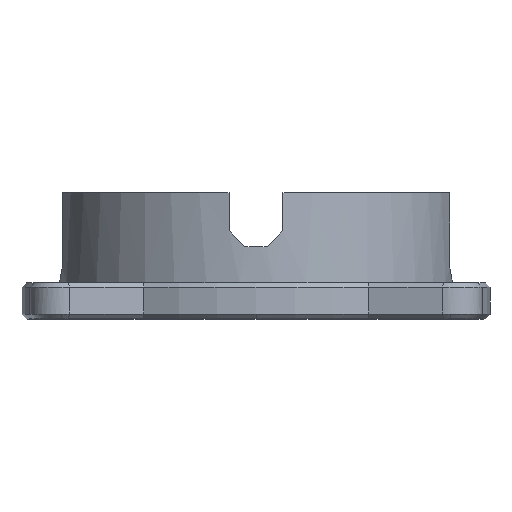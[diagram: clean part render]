
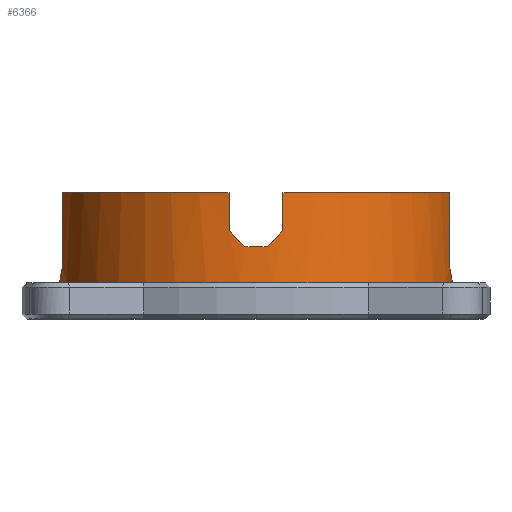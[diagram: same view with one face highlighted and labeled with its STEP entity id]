
A CAD part, top view. The second image highlights one B-rep face of the part: STEP entity #6366.
In plain terms, the highlighted cylindrical face has radius 22 mm (diameter 44 mm), a partial arc.
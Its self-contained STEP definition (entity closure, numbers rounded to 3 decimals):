
#1 = VERTEX_POINT ( 'NONE', #5664 ) ;
#32 = VECTOR ( 'NONE', #5946, 1000. ) ;
#75 = CIRCLE ( 'NONE', #6032, 22. ) ;
#162 = AXIS2_PLACEMENT_3D ( 'NONE', #646, #4042, #749 ) ;
#336 = DIRECTION ( 'NONE',  ( 0., 1., 0. ) ) ;
#405 = VECTOR ( 'NONE', #5039, 1000. ) ;
#465 = CARTESIAN_POINT ( 'NONE',  ( -21.656, 5.171, 3.921 ) ) ;
#586 = VECTOR ( 'NONE', #6746, 1000. ) ;
#643 = EDGE_CURVE ( 'NONE', #1, #3065, #6960, .T. ) ;
#646 = CARTESIAN_POINT ( 'NONE',  ( 0., 4., 0. ) ) ;
#720 = CARTESIAN_POINT ( 'NONE',  ( -21.535, 14., 4.5 ) ) ;
#749 = DIRECTION ( 'NONE',  ( 0., 0., -1. ) ) ;
#764 = DIRECTION ( 'NONE',  ( 0., -1., 0. ) ) ;
#798 = VERTEX_POINT ( 'NONE', #4270 ) ;
#818 = CARTESIAN_POINT ( 'NONE',  ( -21.535, 14., 4.5 ) ) ;
#860 = AXIS2_PLACEMENT_3D ( 'NONE', #4242, #336, #2596 ) ;
#979 = CARTESIAN_POINT ( 'NONE',  ( 1.25, 8., 21.964 ) ) ;
#1046 = CARTESIAN_POINT ( 'NONE',  ( 21.535, 5.75, 4.5 ) ) ;
#1151 = EDGE_CURVE ( 'NONE', #5167, #4588, #1308, .T. ) ;
#1308 =( BOUNDED_CURVE ( )  B_SPLINE_CURVE ( 3, ( #1961, #5879, #3078, #5200 ),
 .UNSPECIFIED., .F., .T. ) 
 B_SPLINE_CURVE_WITH_KNOTS ( ( 4, 4 ),
 ( 1.628, 1.708 ),
 .UNSPECIFIED. ) 
 CURVE ( )  GEOMETRIC_REPRESENTATION_ITEM ( )  RATIONAL_B_SPLINE_CURVE ( ( 1., 0.999, 0.999, 1. ) ) 
 REPRESENTATION_ITEM ( '' )  );
#1349 = LINE ( 'NONE', #4660, #32 ) ;
#1365 = CARTESIAN_POINT ( 'NONE',  ( 0., 8., 0. ) ) ;
#1543 = CARTESIAN_POINT ( 'NONE',  ( 21.827, 4., 2.75 ) ) ;
#1599 = EDGE_CURVE ( 'NONE', #4809, #5354, #2447, .T. ) ;
#1639 = EDGE_CURVE ( 'NONE', #6741, #798, #6587, .T. ) ;
#1694 = DIRECTION ( 'NONE',  ( 0., 1., 0. ) ) ;
#1789 = EDGE_CURVE ( 'NONE', #5354, #6741, #2337, .T. ) ;
#1791 = CARTESIAN_POINT ( 'NONE',  ( 3., 14., 21.794 ) ) ;
#1811 = EDGE_CURVE ( 'NONE', #5813, #1, #1349, .T. ) ;
#1818 = ORIENTED_EDGE ( 'NONE', *, *, #4603, .F. ) ;
#1880 = VERTEX_POINT ( 'NONE', #818 ) ;
#1881 = FACE_OUTER_BOUND ( 'NONE', #5311, .T. ) ;
#1917 = CARTESIAN_POINT ( 'NONE',  ( 0., 14., 0. ) ) ;
#1961 = CARTESIAN_POINT ( 'NONE',  ( -1.25, 8., 21.964 ) ) ;
#2028 = CARTESIAN_POINT ( 'NONE',  ( 21.535, 14., 4.5 ) ) ;
#2088 = CARTESIAN_POINT ( 'NONE',  ( 21.535, 14., 4.5 ) ) ;
#2337 = CIRCLE ( 'NONE', #162, 22. ) ;
#2435 = LINE ( 'NONE', #720, #586 ) ;
#2447 =( BOUNDED_CURVE ( )  B_SPLINE_CURVE ( 3, ( #5460, #465, #6495, #3845 ),
 .UNSPECIFIED., .F., .T. ) 
 B_SPLINE_CURVE_WITH_KNOTS ( ( 4, 4 ),
 ( 4.506, 4.587 ),
 .UNSPECIFIED. ) 
 CURVE ( )  GEOMETRIC_REPRESENTATION_ITEM ( )  RATIONAL_B_SPLINE_CURVE ( ( 1., 0.999, 0.999, 1. ) ) 
 REPRESENTATION_ITEM ( '' )  );
#2481 = CARTESIAN_POINT ( 'NONE',  ( -21.535, 5.75, 4.5 ) ) ;
#2525 = ORIENTED_EDGE ( 'NONE', *, *, #1789, .T. ) ;
#2596 = DIRECTION ( 'NONE',  ( 0., 0., 1. ) ) ;
#2639 = LINE ( 'NONE', #2028, #5867 ) ;
#2775 = CARTESIAN_POINT ( 'NONE',  ( 0., 14., 0. ) ) ;
#2997 = AXIS2_PLACEMENT_3D ( 'NONE', #1917, #5125, #3541 ) ;
#3065 = VERTEX_POINT ( 'NONE', #979 ) ;
#3078 = CARTESIAN_POINT ( 'NONE',  ( -2.419, 9.169, 21.874 ) ) ;
#3232 = CARTESIAN_POINT ( 'NONE',  ( 21.753, 4.587, 3.337 ) ) ;
#3309 = ORIENTED_EDGE ( 'NONE', *, *, #1639, .T. ) ;
#3381 = LINE ( 'NONE', #4965, #405 ) ;
#3445 = CARTESIAN_POINT ( 'NONE',  ( 3., 9.75, 21.794 ) ) ;
#3541 = DIRECTION ( 'NONE',  ( 0., 0., -1. ) ) ;
#3587 = ORIENTED_EDGE ( 'NONE', *, *, #4780, .T. ) ;
#3615 = AXIS2_PLACEMENT_3D ( 'NONE', #2775, #1694, #3925 ) ;
#3845 = CARTESIAN_POINT ( 'NONE',  ( -21.827, 4., 2.75 ) ) ;
#3848 = ORIENTED_EDGE ( 'NONE', *, *, #4883, .T. ) ;
#3925 = DIRECTION ( 'NONE',  ( 0., 0., 1. ) ) ;
#3953 = ORIENTED_EDGE ( 'NONE', *, *, #6412, .T. ) ;
#4042 = DIRECTION ( 'NONE',  ( 0., 1., 0. ) ) ;
#4077 = CYLINDRICAL_SURFACE ( 'NONE', #2997, 22. ) ;
#4193 = ORIENTED_EDGE ( 'NONE', *, *, #1811, .T. ) ;
#4242 = CARTESIAN_POINT ( 'NONE',  ( 0., 14., 0. ) ) ;
#4270 = CARTESIAN_POINT ( 'NONE',  ( 21.535, 5.75, 4.5 ) ) ;
#4322 = ORIENTED_EDGE ( 'NONE', *, *, #4759, .F. ) ;
#4555 = VERTEX_POINT ( 'NONE', #2088 ) ;
#4558 = CARTESIAN_POINT ( 'NONE',  ( 1.25, 8., 21.964 ) ) ;
#4588 = VERTEX_POINT ( 'NONE', #6945 ) ;
#4603 = EDGE_CURVE ( 'NONE', #1880, #5298, #6598, .T. ) ;
#4660 = CARTESIAN_POINT ( 'NONE',  ( 3., 14., 21.794 ) ) ;
#4726 = DIRECTION ( 'NONE',  ( 0., 1., 0. ) ) ;
#4759 = EDGE_CURVE ( 'NONE', #5813, #4555, #6707, .T. ) ;
#4780 = EDGE_CURVE ( 'NONE', #4588, #5298, #3381, .T. ) ;
#4809 = VERTEX_POINT ( 'NONE', #2481 ) ;
#4883 = EDGE_CURVE ( 'NONE', #3065, #5167, #75, .T. ) ;
#4965 = CARTESIAN_POINT ( 'NONE',  ( -3., 14., 21.794 ) ) ;
#5039 = DIRECTION ( 'NONE',  ( 0., 1., 0. ) ) ;
#5125 = DIRECTION ( 'NONE',  ( 0., -1., 0. ) ) ;
#5167 = VERTEX_POINT ( 'NONE', #7042 ) ;
#5200 = CARTESIAN_POINT ( 'NONE',  ( -3., 9.75, 21.794 ) ) ;
#5212 = DIRECTION ( 'NONE',  ( 0., 0., -1. ) ) ;
#5298 = VERTEX_POINT ( 'NONE', #5374 ) ;
#5311 = EDGE_LOOP ( 'NONE', ( #4322, #4193, #6031, #3848, #6749, #3587, #1818, #6213, #7072, #2525, #3309, #3953 ) ) ;
#5354 = VERTEX_POINT ( 'NONE', #5991 ) ;
#5374 = CARTESIAN_POINT ( 'NONE',  ( -3., 14., 21.794 ) ) ;
#5460 = CARTESIAN_POINT ( 'NONE',  ( -21.535, 5.75, 4.5 ) ) ;
#5664 = CARTESIAN_POINT ( 'NONE',  ( 3., 9.75, 21.794 ) ) ;
#5813 = VERTEX_POINT ( 'NONE', #1791 ) ;
#5867 = VECTOR ( 'NONE', #4726, 1000. ) ;
#5879 = CARTESIAN_POINT ( 'NONE',  ( -1.835, 8.585, 21.931 ) ) ;
#5925 = CARTESIAN_POINT ( 'NONE',  ( 21.656, 5.171, 3.921 ) ) ;
#5946 = DIRECTION ( 'NONE',  ( 0., -1., 0. ) ) ;
#5978 = EDGE_CURVE ( 'NONE', #1880, #4809, #2435, .T. ) ;
#5991 = CARTESIAN_POINT ( 'NONE',  ( -21.827, 4., 2.75 ) ) ;
#6031 = ORIENTED_EDGE ( 'NONE', *, *, #643, .T. ) ;
#6032 = AXIS2_PLACEMENT_3D ( 'NONE', #1365, #764, #5212 ) ;
#6146 = CARTESIAN_POINT ( 'NONE',  ( 2.419, 9.169, 21.874 ) ) ;
#6213 = ORIENTED_EDGE ( 'NONE', *, *, #5978, .T. ) ;
#6292 = CARTESIAN_POINT ( 'NONE',  ( 21.827, 4., 2.75 ) ) ;
#6366 = ADVANCED_FACE ( 'NONE', ( #1881 ), #4077, .T. ) ;
#6412 = EDGE_CURVE ( 'NONE', #798, #4555, #2639, .T. ) ;
#6495 = CARTESIAN_POINT ( 'NONE',  ( -21.753, 4.587, 3.337 ) ) ;
#6587 =( BOUNDED_CURVE ( )  B_SPLINE_CURVE ( 3, ( #1543, #3232, #5925, #1046 ),
 .UNSPECIFIED., .F., .T. ) 
 B_SPLINE_CURVE_WITH_KNOTS ( ( 4, 4 ),
 ( 1.696, 1.777 ),
 .UNSPECIFIED. ) 
 CURVE ( )  GEOMETRIC_REPRESENTATION_ITEM ( )  RATIONAL_B_SPLINE_CURVE ( ( 1., 0.999, 0.999, 1. ) ) 
 REPRESENTATION_ITEM ( '' )  );
#6598 = CIRCLE ( 'NONE', #860, 22. ) ;
#6707 = CIRCLE ( 'NONE', #3615, 22. ) ;
#6741 = VERTEX_POINT ( 'NONE', #6292 ) ;
#6746 = DIRECTION ( 'NONE',  ( 0., -1., 0. ) ) ;
#6749 = ORIENTED_EDGE ( 'NONE', *, *, #1151, .T. ) ;
#6750 = CARTESIAN_POINT ( 'NONE',  ( 1.835, 8.585, 21.931 ) ) ;
#6945 = CARTESIAN_POINT ( 'NONE',  ( -3., 9.75, 21.794 ) ) ;
#6960 =( BOUNDED_CURVE ( )  B_SPLINE_CURVE ( 3, ( #3445, #6146, #6750, #4558 ),
 .UNSPECIFIED., .F., .T. ) 
 B_SPLINE_CURVE_WITH_KNOTS ( ( 4, 4 ),
 ( 4.576, 4.656 ),
 .UNSPECIFIED. ) 
 CURVE ( )  GEOMETRIC_REPRESENTATION_ITEM ( )  RATIONAL_B_SPLINE_CURVE ( ( 1., 0.999, 0.999, 1. ) ) 
 REPRESENTATION_ITEM ( '' )  );
#7042 = CARTESIAN_POINT ( 'NONE',  ( -1.25, 8., 21.964 ) ) ;
#7072 = ORIENTED_EDGE ( 'NONE', *, *, #1599, .T. ) ;
